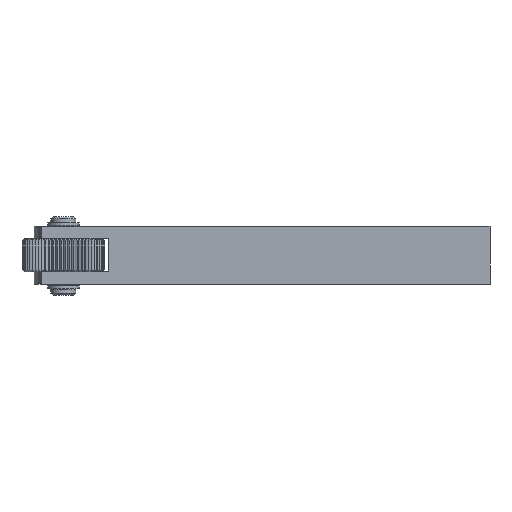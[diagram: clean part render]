
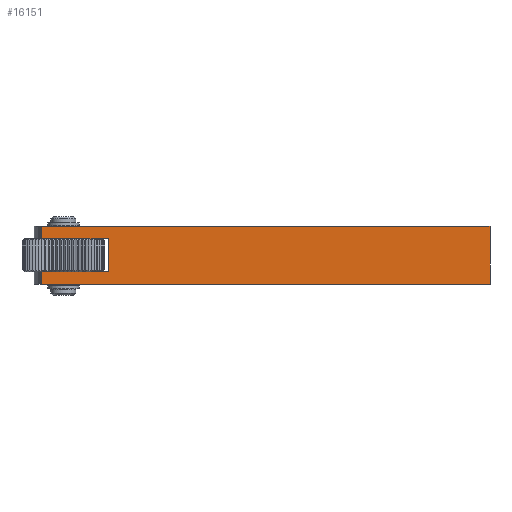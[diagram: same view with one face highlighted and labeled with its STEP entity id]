
A CAD part, front view. The second image highlights one B-rep face of the part: STEP entity #16151.
In plain terms, the highlighted planar face has unit normal (0, -1, 0).
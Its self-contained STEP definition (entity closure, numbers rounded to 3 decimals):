
#1869=ORIENTED_EDGE('',*,*,#5191,.T.);
#1870=ORIENTED_EDGE('',*,*,#5202,.T.);
#1871=ORIENTED_EDGE('',*,*,#5203,.T.);
#1872=ORIENTED_EDGE('',*,*,#5204,.T.);
#1873=ORIENTED_EDGE('',*,*,#4883,.T.);
#1874=ORIENTED_EDGE('',*,*,#5205,.T.);
#1875=ORIENTED_EDGE('',*,*,#5192,.T.);
#1876=ORIENTED_EDGE('',*,*,#5206,.F.);
#1877=ORIENTED_EDGE('',*,*,#5207,.F.);
#1878=ORIENTED_EDGE('',*,*,#5025,.T.);
#4883=EDGE_CURVE('',#6553,#6552,#7677,.T.);
#5025=EDGE_CURVE('',#6695,#6693,#7788,.T.);
#5191=EDGE_CURVE('',#6693,#6859,#7914,.T.);
#5192=EDGE_CURVE('',#6860,#6861,#7915,.T.);
#5202=EDGE_CURVE('',#6859,#6867,#7923,.T.);
#5203=EDGE_CURVE('',#6867,#6868,#7924,.T.);
#5204=EDGE_CURVE('',#6868,#6553,#7925,.T.);
#5205=EDGE_CURVE('',#6552,#6860,#7926,.T.);
#5206=EDGE_CURVE('',#6869,#6861,#7927,.T.);
#5207=EDGE_CURVE('',#6695,#6869,#7928,.T.);
#6552=VERTEX_POINT('',#20101);
#6553=VERTEX_POINT('',#20103);
#6693=VERTEX_POINT('',#20622);
#6695=VERTEX_POINT('',#20625);
#6859=VERTEX_POINT('',#21345);
#6860=VERTEX_POINT('',#21349);
#6861=VERTEX_POINT('',#21350);
#6867=VERTEX_POINT('',#21368);
#6868=VERTEX_POINT('',#21370);
#6869=VERTEX_POINT('',#21374);
#7677=LINE('',#20102,#8742);
#7788=LINE('',#20624,#8853);
#7914=LINE('',#21346,#8979);
#7915=LINE('',#21348,#8980);
#7923=LINE('',#21367,#8988);
#7924=LINE('',#21369,#8989);
#7925=LINE('',#21371,#8990);
#7926=LINE('',#21372,#8991);
#7927=LINE('',#21373,#8992);
#7928=LINE('',#21375,#8993);
#8742=VECTOR('',#17539,1000.);
#8853=VECTOR('',#17662,1000.);
#8979=VECTOR('',#17800,1000.);
#8980=VECTOR('',#17803,1000.);
#8988=VECTOR('',#17819,1000.);
#8989=VECTOR('',#17820,1000.);
#8990=VECTOR('',#17821,1000.);
#8991=VECTOR('',#17822,1000.);
#8992=VECTOR('',#17823,1000.);
#8993=VECTOR('',#17824,1000.);
#9856=EDGE_LOOP('',(#1869,#1870,#1871,#1872,#1873,#1874,#1875,#1876,#1877,
#1878));
#10579=FACE_BOUND('',#9856,.T.);
#11255=PLANE('',#16802);
#16151=ADVANCED_FACE('',(#10579),#11255,.T.);
#16802=AXIS2_PLACEMENT_3D('',#21366,#17817,#17818);
#17539=DIRECTION('',(-1.,0.,0.));
#17662=DIRECTION('',(-1.,0.,0.));
#17800=DIRECTION('',(0.,0.,-1.));
#17803=DIRECTION('',(0.,0.,-1.));
#17817=DIRECTION('',(0.,-1.,0.));
#17818=DIRECTION('',(1.,0.,0.));
#17819=DIRECTION('',(1.,0.,0.));
#17820=DIRECTION('',(1.,0.,0.));
#17821=DIRECTION('',(0.,0.,-1.));
#17822=DIRECTION('',(-1.,0.,0.));
#17823=DIRECTION('',(-1.,0.,0.));
#17824=DIRECTION('',(0.,0.,-1.));
#20101=CARTESIAN_POINT('',(-96.582,-7.,-4.));
#20102=CARTESIAN_POINT('',(0.,-7.,-4.));
#20103=CARTESIAN_POINT('',(-92.,-7.,-4.));
#20622=CARTESIAN_POINT('',(-108.266,-7.,7.));
#20624=CARTESIAN_POINT('',(0.,-7.,7.));
#20625=CARTESIAN_POINT('',(0.,-7.,7.));
#21345=CARTESIAN_POINT('',(-108.266,-7.,4.));
#21346=CARTESIAN_POINT('',(-108.266,-7.,7.));
#21348=CARTESIAN_POINT('',(-108.266,-7.,7.));
#21349=CARTESIAN_POINT('',(-108.266,-7.,-4.));
#21350=CARTESIAN_POINT('',(-108.266,-7.,-7.));
#21366=CARTESIAN_POINT('',(0.,-7.,7.));
#21367=CARTESIAN_POINT('',(0.,-7.,4.));
#21368=CARTESIAN_POINT('',(-96.582,-7.,4.));
#21369=CARTESIAN_POINT('',(0.,-7.,4.));
#21370=CARTESIAN_POINT('',(-92.,-7.,4.));
#21371=CARTESIAN_POINT('',(-92.,-7.,7.));
#21372=CARTESIAN_POINT('',(0.,-7.,-4.));
#21373=CARTESIAN_POINT('',(0.,-7.,-7.));
#21374=CARTESIAN_POINT('',(0.,-7.,-7.));
#21375=CARTESIAN_POINT('',(0.,-7.,7.));
